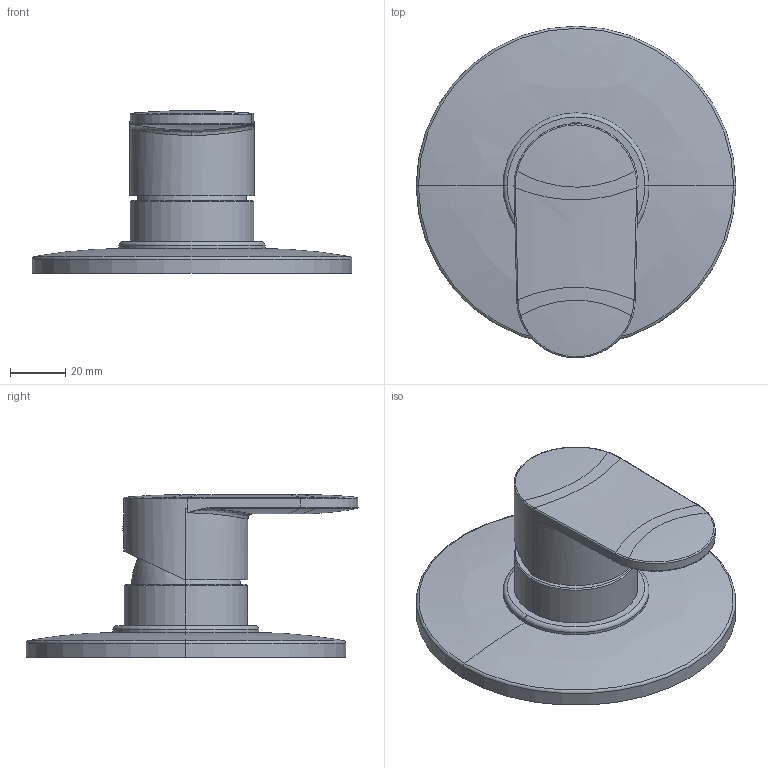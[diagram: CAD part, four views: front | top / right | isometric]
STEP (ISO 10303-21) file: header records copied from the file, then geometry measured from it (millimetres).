
FILE_DESCRIPTION((''),'2;1');
FILE_NAME('CA010CR','2021-01-13T11:04:57',('ut3'),('PAFFONI SpA'),'CREO PARAMETRIC BY PTC INC, 2020044','CREO PARAMETRIC BY PTC INC, 2020044','');
FILE_SCHEMA(('CONFIG_CONTROL_DESIGN','SHAPE_APPEARANCE_LAYERS_GROUPS'));
Length unit declared in the file: millimetre
Products named in the file (1): CA010CR
Bounding box: 116 x 120.47 x 59.1 mm (x, y, z)
Volume: 50334 mm3; surface area: 70412.8 mm2
Topology: 2 solids, 3 shells, 150 faces, 349 edges, 213 vertices
Faces by surface type: cylinder 44, plane 42, bspline 37, cone 19, torus 6, sphere 2
Entity records: 8246 total; most frequent: CARTESIAN_POINT 3902, ORIENTED_EDGE 694, DIRECTION 641, EDGE_CURVE 347, AXIS2_PLACEMENT_3D 257, VERTEX_POINT 213, EDGE_LOOP 164, FACE_OUTER_BOUND 150
